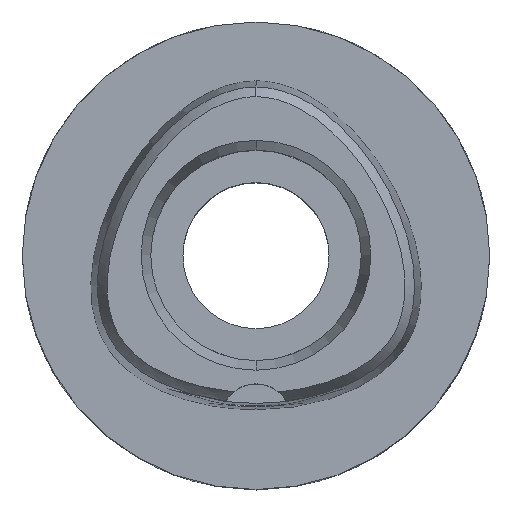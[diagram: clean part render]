
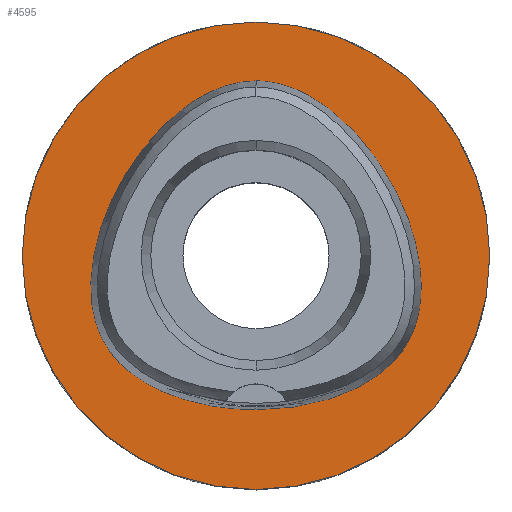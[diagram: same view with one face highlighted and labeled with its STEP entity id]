
A CAD part, top view. The second image highlights one B-rep face of the part: STEP entity #4595.
In plain terms, the highlighted planar face has unit normal (0, 0, 1).
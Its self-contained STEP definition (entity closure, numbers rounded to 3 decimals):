
#178 = CARTESIAN_POINT ( 'NONE',  ( 13.738, -5.737, 0. ) ) ;
#205 = CARTESIAN_POINT ( 'NONE',  ( 13.341, -6.76, 0. ) ) ;
#212 = B_SPLINE_CURVE_WITH_KNOTS ( 'NONE', 3,
 ( #3782, #4516, #562, #3516, #2344, #3075, #234, #916, #538, #205, #178, #1637, #4538, #1302, #3098, #3151, #1226, #2658, #3803, #1615, #4564, #1273 ),
 .UNSPECIFIED., .F., .F.,
 ( 4, 1, 1, 1, 1, 1, 1, 1, 1, 1, 1, 1, 1, 1, 1, 1, 1, 1, 1, 4 ),
 ( 0., 0.083, 0.167, 0.208, 0.25, 0.292, 0.312, 0.333, 0.354, 0.375, 0.417, 0.458, 0.5, 0.583, 0.667, 0.75, 0.833, 0.917, 0.958, 1. ),
 .UNSPECIFIED. ) ;
#234 = CARTESIAN_POINT ( 'NONE',  ( 11.837, -9.029, 0. ) ) ;
#384 = CARTESIAN_POINT ( 'NONE',  ( 0., 14.963, 0. ) ) ;
#538 = CARTESIAN_POINT ( 'NONE',  ( 12.971, -7.489, 0. ) ) ;
#562 = CARTESIAN_POINT ( 'NONE',  ( 4.043, -12.924, 0. ) ) ;
#599 = EDGE_CURVE ( 'NONE', #1960, #1349, #212, .T. ) ;
#638 = PLANE ( 'NONE',  #3298 ) ;
#673 = CARTESIAN_POINT ( 'NONE',  ( -11.503, 6.641, 0. ) ) ;
#715 = CARTESIAN_POINT ( 'NONE',  ( -13.214, 2.96, 0. ) ) ;
#766 = CARTESIAN_POINT ( 'NONE',  ( -14.173, -2.619, 0. ) ) ;
#777 = CIRCLE ( 'NONE', #1290, 20. ) ;
#807 = DIRECTION ( 'NONE',  ( 0., 1., 0. ) ) ;
#825 = B_SPLINE_CURVE_WITH_KNOTS ( 'NONE', 3,
 ( #384, #2861, #2471, #2567, #4047, #4330, #673, #715, #2918, #766, #3647, #2116, #3253, #1048, #3053, #3627, #1918, #4490, #4464, #869, #1178, #3028 ),
 .UNSPECIFIED., .F., .F.,
 ( 4, 1, 1, 1, 1, 1, 1, 1, 1, 1, 1, 1, 1, 1, 1, 1, 1, 1, 1, 4 ),
 ( 0., 0.042, 0.083, 0.167, 0.25, 0.333, 0.417, 0.5, 0.542, 0.583, 0.625, 0.646, 0.667, 0.688, 0.708, 0.75, 0.792, 0.833, 0.917, 1. ),
 .UNSPECIFIED. ) ;
#869 = CARTESIAN_POINT ( 'NONE',  ( -4.043, -12.924, 0. ) ) ;
#897 = DIRECTION ( 'NONE',  ( 0., -1., 0. ) ) ;
#916 = CARTESIAN_POINT ( 'NONE',  ( 12.525, -8.174, 0. ) ) ;
#930 = FACE_BOUND ( 'NONE', #4248, .T. ) ;
#953 = AXIS2_PLACEMENT_3D ( 'NONE', #3655, #1437, #807 ) ;
#1048 = CARTESIAN_POINT ( 'NONE',  ( -12.971, -7.489, 0. ) ) ;
#1178 = CARTESIAN_POINT ( 'NONE',  ( -1.348, -13.163, 0. ) ) ;
#1226 = CARTESIAN_POINT ( 'NONE',  ( 9.171, 9.964, 0. ) ) ;
#1251 = CARTESIAN_POINT ( 'NONE',  ( 0., 0., 0. ) ) ;
#1273 = CARTESIAN_POINT ( 'NONE',  ( 0., 14.963, 0. ) ) ;
#1283 = CARTESIAN_POINT ( 'NONE',  ( 0., 14.963, 0. ) ) ;
#1290 = AXIS2_PLACEMENT_3D ( 'NONE', #1251, #4182, #897 ) ;
#1302 = CARTESIAN_POINT ( 'NONE',  ( 14.001, -0.186, 0. ) ) ;
#1349 = VERTEX_POINT ( 'NONE', #1283 ) ;
#1437 = DIRECTION ( 'NONE',  ( 0., 0., -1. ) ) ;
#1615 = CARTESIAN_POINT ( 'NONE',  ( 1.632, 14.847, 0. ) ) ;
#1637 = CARTESIAN_POINT ( 'NONE',  ( 14.056, -4.369, 0. ) ) ;
#1665 = EDGE_CURVE ( 'NONE', #3991, #3569, #1805, .T. ) ;
#1805 = CIRCLE ( 'NONE', #953, 20. ) ;
#1918 = CARTESIAN_POINT ( 'NONE',  ( -10.811, -9.988, 0. ) ) ;
#1960 = VERTEX_POINT ( 'NONE', #2267 ) ;
#2002 = CARTESIAN_POINT ( 'NONE',  ( 0., 0., 0. ) ) ;
#2100 = EDGE_LOOP ( 'NONE', ( #2261, #4110 ) ) ;
#2116 = CARTESIAN_POINT ( 'NONE',  ( -13.738, -5.737, 0. ) ) ;
#2261 = ORIENTED_EDGE ( 'NONE', *, *, #1665, .F. ) ;
#2267 = CARTESIAN_POINT ( 'NONE',  ( 0., -13.163, 0. ) ) ;
#2344 = CARTESIAN_POINT ( 'NONE',  ( 9.355, -10.965, 0. ) ) ;
#2471 = CARTESIAN_POINT ( 'NONE',  ( -1.632, 14.847, 0. ) ) ;
#2492 = ORIENTED_EDGE ( 'NONE', *, *, #2953, .F. ) ;
#2567 = CARTESIAN_POINT ( 'NONE',  ( -3.782, 14.194, 0. ) ) ;
#2658 = CARTESIAN_POINT ( 'NONE',  ( 6.373, 12.669, 0. ) ) ;
#2861 = CARTESIAN_POINT ( 'NONE',  ( -0.544, 14.963, 0. ) ) ;
#2918 = CARTESIAN_POINT ( 'NONE',  ( -14.001, -0.186, 0. ) ) ;
#2953 = EDGE_CURVE ( 'NONE', #1349, #1960, #825, .T. ) ;
#3028 = CARTESIAN_POINT ( 'NONE',  ( 0., -13.163, 0. ) ) ;
#3053 = CARTESIAN_POINT ( 'NONE',  ( -12.525, -8.174, 0. ) ) ;
#3071 = CARTESIAN_POINT ( 'NONE',  ( 0., 20., 0. ) ) ;
#3075 = CARTESIAN_POINT ( 'NONE',  ( 10.811, -9.988, 0. ) ) ;
#3098 = CARTESIAN_POINT ( 'NONE',  ( 13.214, 2.96, 0. ) ) ;
#3151 = CARTESIAN_POINT ( 'NONE',  ( 11.503, 6.641, 0. ) ) ;
#3253 = CARTESIAN_POINT ( 'NONE',  ( -13.341, -6.76, 0. ) ) ;
#3279 = CARTESIAN_POINT ( 'NONE',  ( 0., -20., 0. ) ) ;
#3298 = AXIS2_PLACEMENT_3D ( 'NONE', #2002, #3476, #4246 ) ;
#3476 = DIRECTION ( 'NONE',  ( 0., 0., -1. ) ) ;
#3516 = CARTESIAN_POINT ( 'NONE',  ( 7.162, -12.032, 0. ) ) ;
#3569 = VERTEX_POINT ( 'NONE', #3279 ) ;
#3604 = ORIENTED_EDGE ( 'NONE', *, *, #599, .F. ) ;
#3627 = CARTESIAN_POINT ( 'NONE',  ( -11.837, -9.029, 0. ) ) ;
#3647 = CARTESIAN_POINT ( 'NONE',  ( -14.056, -4.369, 0. ) ) ;
#3655 = CARTESIAN_POINT ( 'NONE',  ( 0., 0., 0. ) ) ;
#3782 = CARTESIAN_POINT ( 'NONE',  ( 0., -13.163, 0. ) ) ;
#3803 = CARTESIAN_POINT ( 'NONE',  ( 3.782, 14.194, 0. ) ) ;
#3991 = VERTEX_POINT ( 'NONE', #3071 ) ;
#4047 = CARTESIAN_POINT ( 'NONE',  ( -6.373, 12.669, 0. ) ) ;
#4110 = ORIENTED_EDGE ( 'NONE', *, *, #4195, .F. ) ;
#4182 = DIRECTION ( 'NONE',  ( 0., 0., -1. ) ) ;
#4195 = EDGE_CURVE ( 'NONE', #3569, #3991, #777, .T. ) ;
#4246 = DIRECTION ( 'NONE',  ( 0., -1., 0. ) ) ;
#4248 = EDGE_LOOP ( 'NONE', ( #2492, #3604 ) ) ;
#4330 = CARTESIAN_POINT ( 'NONE',  ( -9.171, 9.964, 0. ) ) ;
#4464 = CARTESIAN_POINT ( 'NONE',  ( -7.162, -12.032, 0. ) ) ;
#4490 = CARTESIAN_POINT ( 'NONE',  ( -9.355, -10.965, 0. ) ) ;
#4516 = CARTESIAN_POINT ( 'NONE',  ( 1.348, -13.163, 0. ) ) ;
#4538 = CARTESIAN_POINT ( 'NONE',  ( 14.173, -2.619, 0. ) ) ;
#4564 = CARTESIAN_POINT ( 'NONE',  ( 0.544, 14.963, 0. ) ) ;
#4595 = ADVANCED_FACE ( 'NONE', ( #4627, #930 ), #638, .F. ) ;
#4627 = FACE_OUTER_BOUND ( 'NONE', #2100, .T. ) ;
